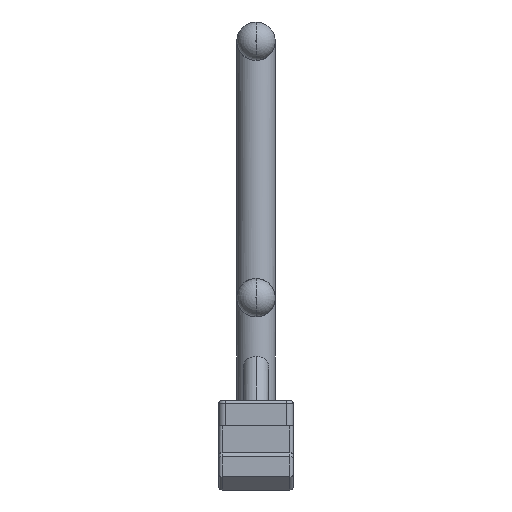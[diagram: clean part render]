
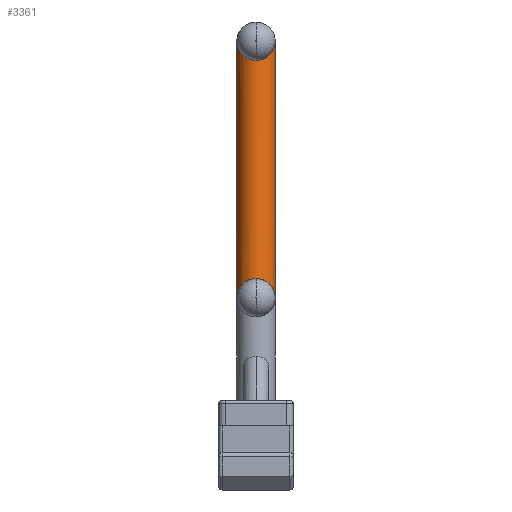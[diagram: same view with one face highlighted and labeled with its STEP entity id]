
A CAD part, front view. The second image highlights one B-rep face of the part: STEP entity #3361.
In plain terms, the highlighted cylindrical face has radius 1.5 mm (diameter 3 mm), a partial arc.
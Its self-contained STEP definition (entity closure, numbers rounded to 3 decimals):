
#359 = LINE ( 'NONE', #5711, #361 ) ;
#361 = VECTOR ( 'NONE', #5709, 1000. ) ;
#362 = LINE ( 'NONE', #5700, #364 ) ;
#364 = VECTOR ( 'NONE', #5694, 1000. ) ;
#636 =( BOUNDED_CURVE ( )  B_SPLINE_CURVE ( 3, ( #4251, #4253, #4255, #4250 ),
 .UNSPECIFIED., .F., .F. ) 
 B_SPLINE_CURVE_WITH_KNOTS ( ( 4, 4 ),
 ( 0., 1.571 ),
 .UNSPECIFIED. ) 
 CURVE ( )  GEOMETRIC_REPRESENTATION_ITEM ( )  RATIONAL_B_SPLINE_CURVE ( ( 1., 0.805, 0.805, 1. ) ) 
 REPRESENTATION_ITEM ( '' )  );
#653 =( BOUNDED_CURVE ( )  B_SPLINE_CURVE ( 3, ( #4563, #4567, #4539, #4538 ),
 .UNSPECIFIED., .F., .F. ) 
 B_SPLINE_CURVE_WITH_KNOTS ( ( 4, 4 ),
 ( 4.712, 6.283 ),
 .UNSPECIFIED. ) 
 CURVE ( )  GEOMETRIC_REPRESENTATION_ITEM ( )  RATIONAL_B_SPLINE_CURVE ( ( 1., 0.805, 0.805, 1. ) ) 
 REPRESENTATION_ITEM ( '' )  );
#728 =( BOUNDED_CURVE ( )  B_SPLINE_CURVE ( 3, ( #6261, #6244, #6094, #6088 ),
 .UNSPECIFIED., .F., .T. ) 
 B_SPLINE_CURVE_WITH_KNOTS ( ( 4, 4 ),
 ( 3.142, 4.712 ),
 .UNSPECIFIED. ) 
 CURVE ( )  GEOMETRIC_REPRESENTATION_ITEM ( )  RATIONAL_B_SPLINE_CURVE ( ( 1., 0.805, 0.805, 1. ) ) 
 REPRESENTATION_ITEM ( '' )  );
#749 =( BOUNDED_CURVE ( )  B_SPLINE_CURVE ( 3, ( #5661, #5663, #5646, #5643 ),
 .UNSPECIFIED., .F., .F. ) 
 B_SPLINE_CURVE_WITH_KNOTS ( ( 4, 4 ),
 ( 1.571, 3.142 ),
 .UNSPECIFIED. ) 
 CURVE ( )  GEOMETRIC_REPRESENTATION_ITEM ( )  RATIONAL_B_SPLINE_CURVE ( ( 1., 0.805, 0.805, 1. ) ) 
 REPRESENTATION_ITEM ( '' )  );
#1607 = ORIENTED_EDGE ( 'NONE', *, *, #5386, .F. ) ;
#1608 = ORIENTED_EDGE ( 'NONE', *, *, #2261, .F. ) ;
#1609 = ORIENTED_EDGE ( 'NONE', *, *, #2334, .F. ) ;
#1610 = ORIENTED_EDGE ( 'NONE', *, *, #5388, .T. ) ;
#1611 = ORIENTED_EDGE ( 'NONE', *, *, #2568, .F. ) ;
#1612 = ORIENTED_EDGE ( 'NONE', *, *, #5393, .F. ) ;
#1818 = EDGE_LOOP ( 'NONE', ( #1607, #1608, #1609, #1610, #1611, #1612 ) ) ;
#2117 = AXIS2_PLACEMENT_3D ( 'NONE', #6060, #6062, #6065 ) ;
#2261 = EDGE_CURVE ( 'NONE', #4846, #4830, #636, .T. ) ;
#2334 = EDGE_CURVE ( 'NONE', #4837, #4846, #653, .T. ) ;
#2568 = EDGE_CURVE ( 'NONE', #4840, #4820, #728, .T. ) ;
#3026 = FACE_OUTER_BOUND ( 'NONE', #1818, .T. ) ;
#3036 = CYLINDRICAL_SURFACE ( 'NONE', #2117, 1.5 ) ;
#3361 = ADVANCED_FACE ( 'NONE', ( #3026 ), #3036, .T. ) ;
#4250 = CARTESIAN_POINT ( 'NONE',  ( -1.4, 8., 28. ) ) ;
#4251 = CARTESIAN_POINT ( 'NONE',  ( -2.9, 6.5, 26.5 ) ) ;
#4253 = CARTESIAN_POINT ( 'NONE',  ( -2.021, 6.5, 26.5 ) ) ;
#4255 = CARTESIAN_POINT ( 'NONE',  ( -1.4, 7.121, 27.121 ) ) ;
#4538 = CARTESIAN_POINT ( 'NONE',  ( -2.9, 6.5, 26.5 ) ) ;
#4539 = CARTESIAN_POINT ( 'NONE',  ( -3.779, 6.5, 26.5 ) ) ;
#4563 = CARTESIAN_POINT ( 'NONE',  ( -4.4, 8., 28. ) ) ;
#4567 = CARTESIAN_POINT ( 'NONE',  ( -4.4, 7.121, 27.121 ) ) ;
#4820 = VERTEX_POINT ( 'NONE', #6739 ) ;
#4830 = VERTEX_POINT ( 'NONE', #6608 ) ;
#4837 = VERTEX_POINT ( 'NONE', #6539 ) ;
#4839 = VERTEX_POINT ( 'NONE', #6518 ) ;
#4840 = VERTEX_POINT ( 'NONE', #6515 ) ;
#4846 = VERTEX_POINT ( 'NONE', #6475 ) ;
#5386 = EDGE_CURVE ( 'NONE', #4830, #4839, #359, .T. ) ;
#5388 = EDGE_CURVE ( 'NONE', #4837, #4820, #362, .T. ) ;
#5393 = EDGE_CURVE ( 'NONE', #4839, #4840, #749, .T. ) ;
#5643 = CARTESIAN_POINT ( 'NONE',  ( -2.9, 6.5, 9.5 ) ) ;
#5646 = CARTESIAN_POINT ( 'NONE',  ( -2.021, 6.5, 9.5 ) ) ;
#5661 = CARTESIAN_POINT ( 'NONE',  ( -1.4, 8., 8. ) ) ;
#5663 = CARTESIAN_POINT ( 'NONE',  ( -1.4, 7.121, 8.879 ) ) ;
#5694 = DIRECTION ( 'NONE',  ( 0., 0., -1. ) ) ;
#5700 = CARTESIAN_POINT ( 'NONE',  ( -4.4, 8., 28. ) ) ;
#5709 = DIRECTION ( 'NONE',  ( 0., 0., -1. ) ) ;
#5711 = CARTESIAN_POINT ( 'NONE',  ( -1.4, 8., 28. ) ) ;
#6060 = CARTESIAN_POINT ( 'NONE',  ( -2.9, 8., 28. ) ) ;
#6062 = DIRECTION ( 'NONE',  ( 0., 0., -1. ) ) ;
#6065 = DIRECTION ( 'NONE',  ( -1., 0., 0. ) ) ;
#6088 = CARTESIAN_POINT ( 'NONE',  ( -4.4, 8., 8. ) ) ;
#6094 = CARTESIAN_POINT ( 'NONE',  ( -4.4, 7.121, 8.879 ) ) ;
#6244 = CARTESIAN_POINT ( 'NONE',  ( -3.779, 6.5, 9.5 ) ) ;
#6261 = CARTESIAN_POINT ( 'NONE',  ( -2.9, 6.5, 9.5 ) ) ;
#6475 = CARTESIAN_POINT ( 'NONE',  ( -2.9, 6.5, 26.5 ) ) ;
#6515 = CARTESIAN_POINT ( 'NONE',  ( -2.9, 6.5, 9.5 ) ) ;
#6518 = CARTESIAN_POINT ( 'NONE',  ( -1.4, 8., 8. ) ) ;
#6539 = CARTESIAN_POINT ( 'NONE',  ( -4.4, 8., 28. ) ) ;
#6608 = CARTESIAN_POINT ( 'NONE',  ( -1.4, 8., 28. ) ) ;
#6739 = CARTESIAN_POINT ( 'NONE',  ( -4.4, 8., 8. ) ) ;
